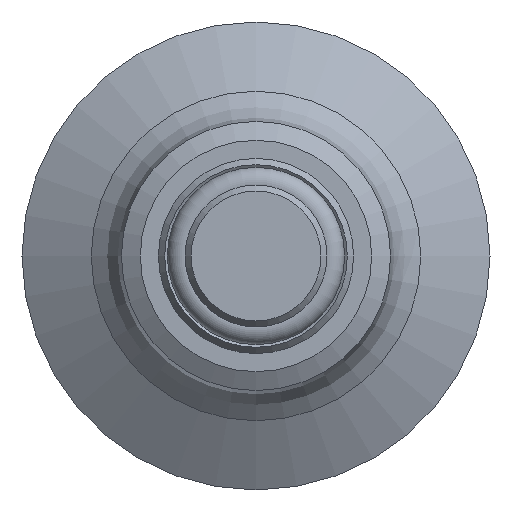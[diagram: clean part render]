
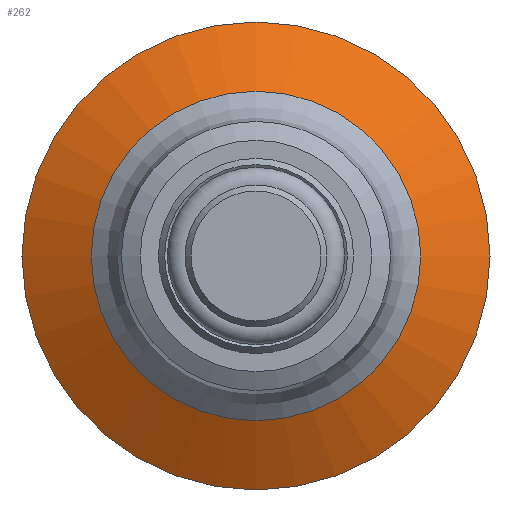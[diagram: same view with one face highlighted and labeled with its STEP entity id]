
A CAD part, left-side view. The second image highlights one B-rep face of the part: STEP entity #262.
In plain terms, the highlighted conical face has half-angle 60 degrees and reference radius 9.689 mm.
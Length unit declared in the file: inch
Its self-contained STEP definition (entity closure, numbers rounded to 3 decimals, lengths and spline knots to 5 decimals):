
#30=CONICAL_SURFACE('',#303,0.38145,60.);
#48=FACE_BOUND('',#108,.T.);
#70=FACE_OUTER_BOUND('',#107,.T.);
#107=EDGE_LOOP('',(#209));
#108=EDGE_LOOP('',(#210));
#132=CIRCLE('',#300,0.341);
#134=CIRCLE('',#304,0.4844);
#152=VERTEX_POINT('',#444);
#154=VERTEX_POINT('',#450);
#172=EDGE_CURVE('',#152,#152,#132,.T.);
#174=EDGE_CURVE('',#154,#154,#134,.T.);
#209=ORIENTED_EDGE('',*,*,#174,.F.);
#210=ORIENTED_EDGE('',*,*,#172,.F.);
#262=ADVANCED_FACE('',(#70,#48),#30,.T.);
#300=AXIS2_PLACEMENT_3D('',#445,#375,#376);
#303=AXIS2_PLACEMENT_3D('',#449,#381,#382);
#304=AXIS2_PLACEMENT_3D('',#451,#383,#384);
#375=DIRECTION('center_axis',(-1.,0.,0.));
#376=DIRECTION('ref_axis',(0.,1.,0.));
#381=DIRECTION('center_axis',(1.,0.,0.));
#382=DIRECTION('ref_axis',(0.,-1.,0.));
#383=DIRECTION('center_axis',(1.,0.,0.));
#384=DIRECTION('ref_axis',(0.,-1.,0.));
#444=CARTESIAN_POINT('',(-0.29392,-0.341,0.));
#445=CARTESIAN_POINT('Origin',(-0.29392,0.,
0.));
#449=CARTESIAN_POINT('Origin',(-0.27056,0.,0.));
#450=CARTESIAN_POINT('',(-0.21112,-0.4844,0.));
#451=CARTESIAN_POINT('Origin',(-0.21112,0.,0.));
